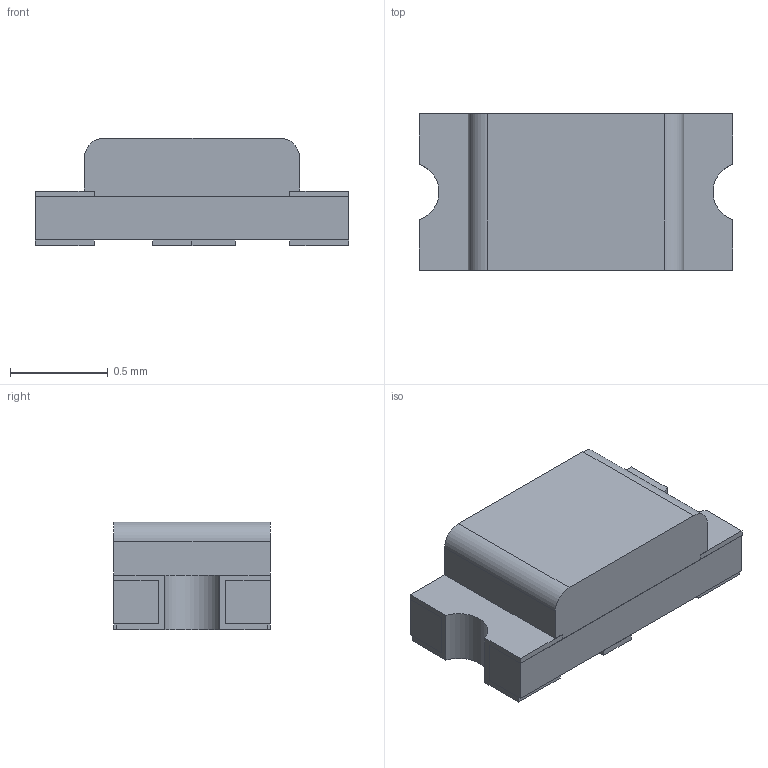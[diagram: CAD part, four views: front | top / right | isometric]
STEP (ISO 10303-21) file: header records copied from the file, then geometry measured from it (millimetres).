
FILE_DESCRIPTION(/* description */ ('Moldmasse'),/* implementation_level */ '2;1');
FILE_NAME(/* name */ '6.541-5091.stp',/* time_stamp */ '2018-04-09T11:02:45+02:00',/* author */ ('nscholl'),/* organization */ (''),/* preprocessor_version */ 'ST-DEVELOPER v16.1',/* originating_system */ 'Autodesk Inventor 2016',/* authorisation */ '');
FILE_SCHEMA (('AUTOMOTIVE_DESIGN { 1 0 10303 214 3 1 1 }'));
Length unit declared in the file: millimetre
Products named in the file (6): 6.541-5091-3D-2; 2.200-5178-3D-2; 2.200-5178-3D-3; 2.200-5178-3D-4; 2.200-5178-3D-1; 6.541-5091-3D-1
Assembly tree (6 placements, depth 3):
  6.541-5091-3D-1
    6.541-5091-3D-2
    2.200-5178-3D-1
      2.200-5178-3D-2
      2.200-5178-3D-3  x2
      2.200-5178-3D-4
Bounding box: 1.6 x 0.8 x 0.55 mm (x, y, z)
Volume: 0.6 mm3; surface area: 9.1 mm2
Topology: 5 solids, 5 shells, 60 faces, 150 edges, 100 vertices
Faces by surface type: plane 52, cylinder 8
Entity records: 1499 total; most frequent: CARTESIAN_POINT 248, DIRECTION 242, ORIENTED_EDGE 228, EDGE_CURVE 114, LINE 102, VECTOR 102, VERTEX_POINT 76, AXIS2_PLACEMENT_3D 70
